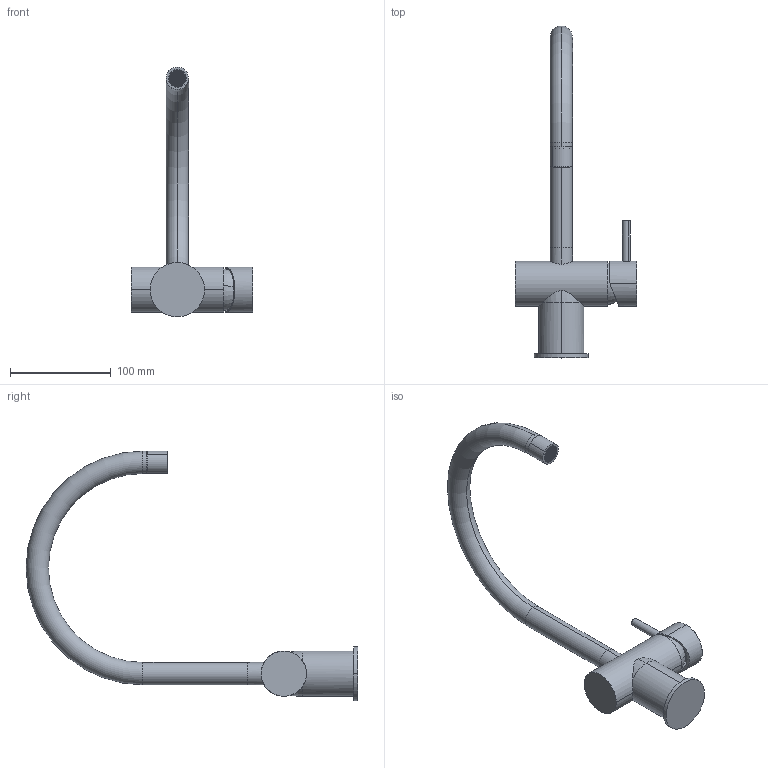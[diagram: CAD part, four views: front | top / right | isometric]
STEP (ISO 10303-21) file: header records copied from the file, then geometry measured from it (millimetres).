
FILE_DESCRIPTION (( 'STEP AP214' ), '1' );
FILE_NAME ('SUSSEX_SCALA_MINI_SLSMCLRH_mini_sink_mixer_large_curved_rh_shell.STEP', '2021-05-24T05:05:03', ( '' ), ( '' ), 'SwSTEP 2.0', 'SolidWorks 2020', '' );
FILE_SCHEMA (( 'AUTOMOTIVE_DESIGN' ));
Length unit declared in the file: millimetre
Products named in the file (1): SUSSEX_SCALA_MINI_SLSMCLRH_mini_sink_mixer_large_curved_rh_shell
Bounding box: 121.1 x 329.73 x 248.11 mm (x, y, z)
Volume: 249162.3 mm3; surface area: 114210.6 mm2
Topology: 9 solids, 9 shells, 1677 faces, 4283 edges, 2848 vertices
Faces by surface type: plane 1481, cylinder 105, bspline 57, cone 20, torus 14
Entity records: 55113 total; most frequent: CARTESIAN_POINT 11725, ORIENTED_EDGE 8566, DIRECTION 7629, EDGE_CURVE 4283, VECTOR 3899, LINE 3899, VERTEX_POINT 2848, EDGE_LOOP 1909
